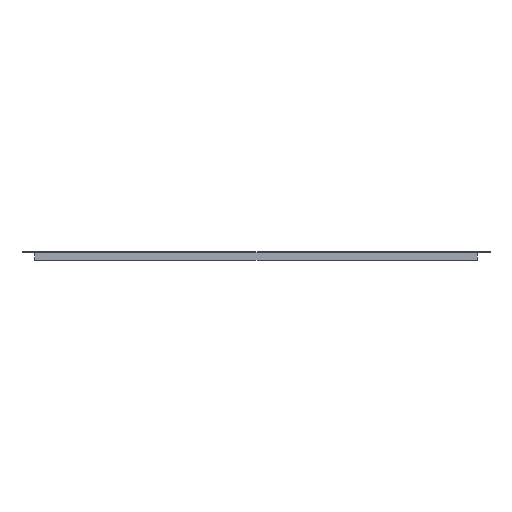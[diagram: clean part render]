
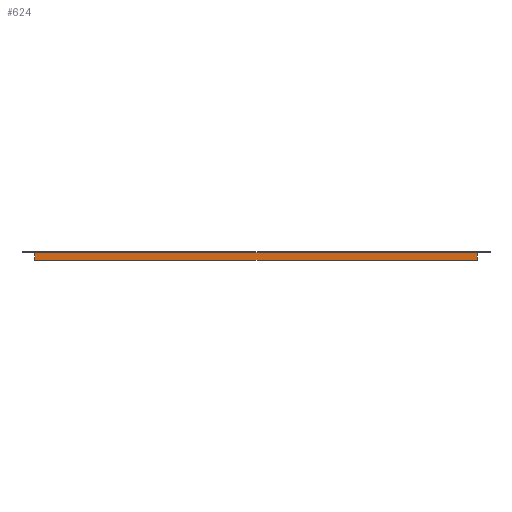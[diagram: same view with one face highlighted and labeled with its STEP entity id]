
A CAD part, front view. The second image highlights one B-rep face of the part: STEP entity #624.
In plain terms, the highlighted planar face has unit normal (0, -1, 0).
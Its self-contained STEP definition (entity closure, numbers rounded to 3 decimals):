
#88 = VERTEX_POINT ( 'NONE', #407 ) ;
#228 = VECTOR ( 'NONE', #1382, 1000. ) ;
#357 = VECTOR ( 'NONE', #1085, 1000. ) ;
#379 = VECTOR ( 'NONE', #977, 1000. ) ;
#384 = LINE ( 'NONE', #1110, #379 ) ;
#407 = CARTESIAN_POINT ( 'NONE',  ( 26., -321.5, -2. ) ) ;
#425 = CARTESIAN_POINT ( 'NONE',  ( 911.5, -321.5, -2. ) ) ;
#465 = FACE_OUTER_BOUND ( 'NONE', #770, .T. ) ;
#491 = DIRECTION ( 'NONE',  ( 1., 0., 0. ) ) ;
#498 = LINE ( 'NONE', #905, #1378 ) ;
#554 = LINE ( 'NONE', #1111, #357 ) ;
#564 = VERTEX_POINT ( 'NONE', #1157 ) ;
#567 = CARTESIAN_POINT ( 'NONE',  ( 0., -321.5, 0. ) ) ;
#624 = ADVANCED_FACE ( 'NONE', ( #465 ), #1417, .F. ) ;
#670 = LINE ( 'NONE', #1635, #228 ) ;
#770 = EDGE_LOOP ( 'NONE', ( #824, #1293, #911, #1168 ) ) ;
#824 = ORIENTED_EDGE ( 'NONE', *, *, #1515, .F. ) ;
#905 = CARTESIAN_POINT ( 'NONE',  ( 0., -321.5, -18. ) ) ;
#911 = ORIENTED_EDGE ( 'NONE', *, *, #1448, .T. ) ;
#952 = AXIS2_PLACEMENT_3D ( 'NONE', #567, #1579, #1442 ) ;
#977 = DIRECTION ( 'NONE',  ( 1., 0., 0. ) ) ;
#1085 = DIRECTION ( 'NONE',  ( 0., 0., 1. ) ) ;
#1107 = EDGE_CURVE ( 'NONE', #1169, #1302, #554, .T. ) ;
#1110 = CARTESIAN_POINT ( 'NONE',  ( 911.5, -321.5, -2. ) ) ;
#1111 = CARTESIAN_POINT ( 'NONE',  ( 911.5, -321.5, 0. ) ) ;
#1157 = CARTESIAN_POINT ( 'NONE',  ( 26., -321.5, -18. ) ) ;
#1168 = ORIENTED_EDGE ( 'NONE', *, *, #1107, .T. ) ;
#1169 = VERTEX_POINT ( 'NONE', #1508 ) ;
#1293 = ORIENTED_EDGE ( 'NONE', *, *, #1505, .T. ) ;
#1302 = VERTEX_POINT ( 'NONE', #425 ) ;
#1378 = VECTOR ( 'NONE', #491, 1000. ) ;
#1382 = DIRECTION ( 'NONE',  ( 0., 0., -1. ) ) ;
#1417 = PLANE ( 'NONE',  #952 ) ;
#1442 = DIRECTION ( 'NONE',  ( 0., 0., 1. ) ) ;
#1448 = EDGE_CURVE ( 'NONE', #564, #1169, #498, .T. ) ;
#1505 = EDGE_CURVE ( 'NONE', #88, #564, #670, .T. ) ;
#1508 = CARTESIAN_POINT ( 'NONE',  ( 911.5, -321.5, -18. ) ) ;
#1515 = EDGE_CURVE ( 'NONE', #88, #1302, #384, .T. ) ;
#1579 = DIRECTION ( 'NONE',  ( 0., 1., 0. ) ) ;
#1635 = CARTESIAN_POINT ( 'NONE',  ( 26., -321.5, 0. ) ) ;
